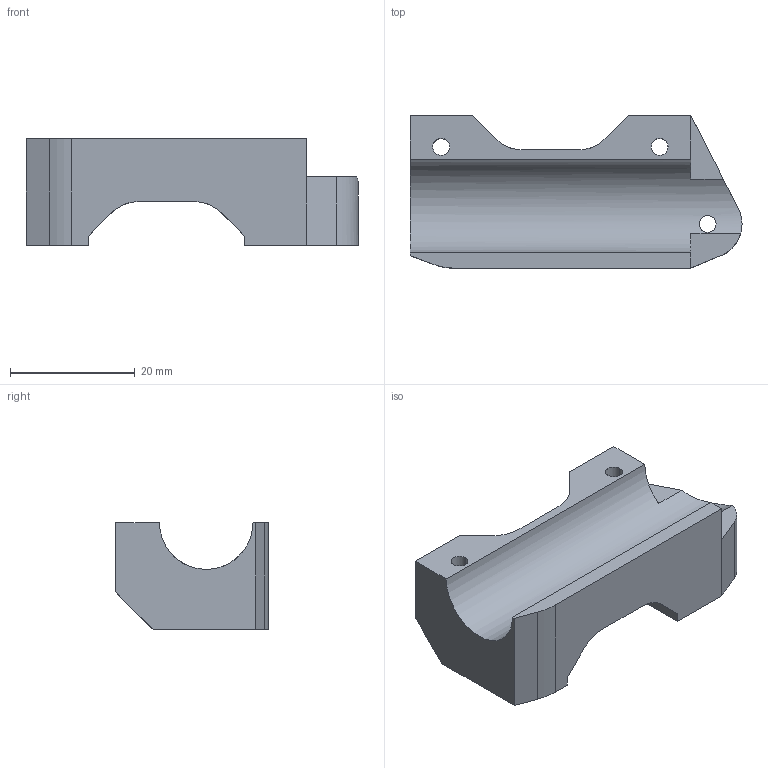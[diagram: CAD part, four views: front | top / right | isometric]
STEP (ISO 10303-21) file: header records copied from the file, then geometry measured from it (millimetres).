
FILE_DESCRIPTION (( 'STEP AP203' ), '1' );
FILE_NAME ('bearing lower retainer.STEP', '2018-05-17T17:49:59', ( '' ), ( '' ), 'SwSTEP 2.0', 'SolidWorks 2018', '' );
FILE_SCHEMA (( 'CONFIG_CONTROL_DESIGN' ));
Length unit declared in the file: millimetre
Products named in the file (1): bearing lower retainer
Bounding box: 53.2 x 24.45 x 17.11 mm (x, y, z)
Volume: 10634.2 mm3; surface area: 4928.2 mm2
Topology: 1 solids, 1 shells, 48 faces, 134 edges, 86 vertices
Faces by surface type: plane 25, cylinder 17, bspline 6
Entity records: 1739 total; most frequent: CARTESIAN_POINT 488, ORIENTED_EDGE 268, DIRECTION 223, EDGE_CURVE 134, VERTEX_POINT 86, LINE 81, VECTOR 81, AXIS2_PLACEMENT_3D 71
